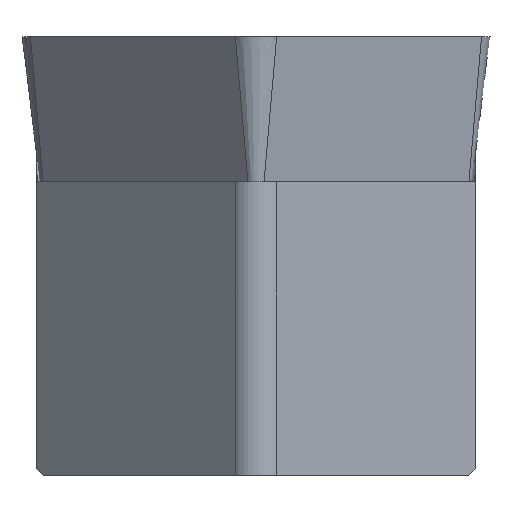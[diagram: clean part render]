
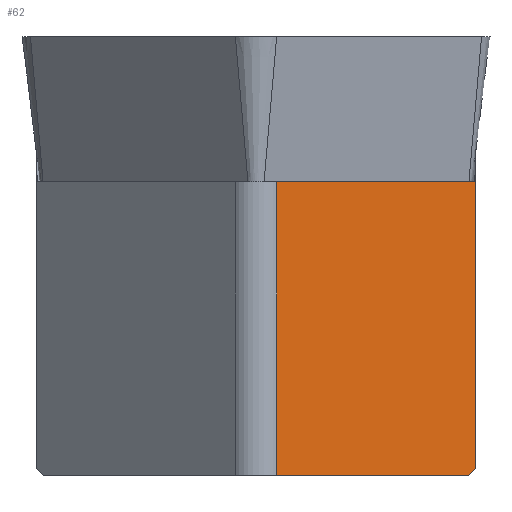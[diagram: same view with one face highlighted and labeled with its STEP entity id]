
A CAD part, left-side view. The second image highlights one B-rep face of the part: STEP entity #62.
In plain terms, the highlighted planar face has unit normal (-0.707, -0.707, 0).
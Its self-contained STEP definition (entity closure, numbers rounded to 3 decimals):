
#62=ADVANCED_FACE('',(#127),#97,.F.);
#97=PLANE('',#633);
#127=FACE_OUTER_BOUND('',#162,.T.);
#162=EDGE_LOOP('',(#213,#214,#215,#216,#217,#218));
#213=ORIENTED_EDGE('',*,*,#423,.F.);
#214=ORIENTED_EDGE('',*,*,#424,.F.);
#215=ORIENTED_EDGE('',*,*,#425,.T.);
#216=ORIENTED_EDGE('',*,*,#426,.F.);
#217=ORIENTED_EDGE('',*,*,#427,.F.);
#218=ORIENTED_EDGE('',*,*,#408,.F.);
#358=VERTEX_POINT('',#843);
#359=VERTEX_POINT('',#845);
#371=VERTEX_POINT('',#875);
#372=VERTEX_POINT('',#877);
#373=VERTEX_POINT('',#879);
#374=VERTEX_POINT('',#881);
#408=EDGE_CURVE('',#358,#359,#489,.T.);
#423=EDGE_CURVE('',#371,#358,#504,.T.);
#424=EDGE_CURVE('',#372,#371,#505,.T.);
#425=EDGE_CURVE('',#372,#373,#506,.T.);
#426=EDGE_CURVE('',#374,#373,#507,.T.);
#427=EDGE_CURVE('',#359,#374,#508,.T.);
#489=LINE('',#844,#560);
#504=LINE('',#874,#575);
#505=LINE('',#876,#576);
#506=LINE('',#878,#577);
#507=LINE('',#880,#578);
#508=LINE('',#882,#579);
#560=VECTOR('',#679,1.);
#575=VECTOR('',#700,1.);
#576=VECTOR('',#701,1.);
#577=VECTOR('',#702,1.);
#578=VECTOR('',#703,1.);
#579=VECTOR('',#704,1.);
#633=AXIS2_PLACEMENT_3D('',#883,#705,#706);
#679=DIRECTION('',(0.,0.,-1.));
#700=DIRECTION('',(0.086,-0.086,0.993));
#701=DIRECTION('',(0.707,-0.707,0.));
#702=DIRECTION('',(0.,0.,-1.));
#703=DIRECTION('',(-0.707,0.707,0.));
#704=DIRECTION('',(-0.577,0.577,-0.577));
#705=DIRECTION('',(0.707,0.707,0.));
#706=DIRECTION('',(-0.707,0.707,0.));
#843=CARTESIAN_POINT('',(6.831,0.,-3.683));
#844=CARTESIAN_POINT('',(6.831,0.,-48.5));
#845=CARTESIAN_POINT('',(6.831,0.,-11.8));
#874=CARTESIAN_POINT('',(2.998,3.833,-47.834));
#875=CARTESIAN_POINT('',(6.806,0.025,-3.97));
#876=CARTESIAN_POINT('',(6.831,0.,-3.97));
#877=CARTESIAN_POINT('',(1.396,5.434,-3.97));
#878=CARTESIAN_POINT('',(1.396,5.434,-48.5));
#879=CARTESIAN_POINT('',(1.396,5.434,-12.));
#880=CARTESIAN_POINT('',(6.831,0.,-12.));
#881=CARTESIAN_POINT('',(6.631,0.2,-12.));
#882=CARTESIAN_POINT('',(-5.403,12.233,-24.033));
#883=CARTESIAN_POINT('',(6.831,0.,-48.5));
